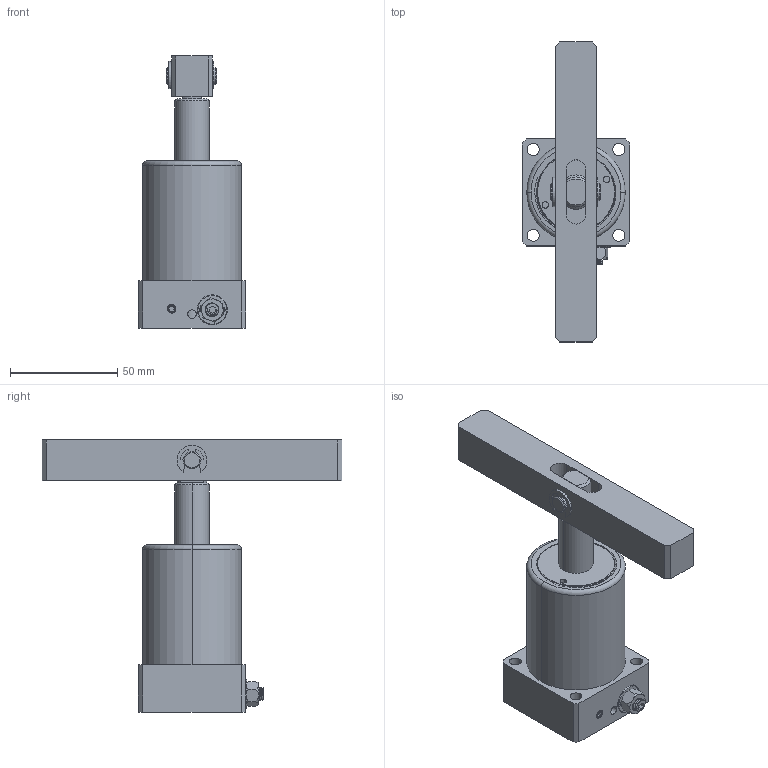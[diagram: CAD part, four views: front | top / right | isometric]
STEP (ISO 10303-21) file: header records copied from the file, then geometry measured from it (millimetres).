
FILE_DESCRIPTION (( 'STEP AP203' ), '1' );
FILE_NAME ('ASC-MF32D.STEP', '2019-05-10T07:00:10', ( 'User' ), ( 'china' ), 'SwSTEP 2.0', 'SolidWorks 2018', '' );
FILE_SCHEMA (( 'CONFIG_CONTROL_DESIGN' ));
Length unit declared in the file: millimetre
Products named in the file (11): m6; CHS-TXF-01; asc-32dyb_2; MF32Dヶ裔; m4; KKDC_5; CHS-MF25-TXF-02; XDIAO_5; ASC-MF32掛极; ASC-MF32D; MF32D活塞杆001
Assembly tree (11 placements, depth 2):
  ASC-MF32D
    CHS-MF25-TXF-02
    ASC-MF32掛极
    MF32D活塞杆001
    m6
    CHS-TXF-01
    asc-32dyb_2
    MF32Dヶ裔
    m4
    KKDC_5  x2
    XDIAO_5
Bounding box: 50 x 140 x 127 mm (x, y, z)
Volume: 176433 mm3; surface area: 56055.6 mm2
Topology: 11 solids, 11 shells, 440 faces, 1120 edges, 730 vertices
Faces by surface type: cylinder 237, plane 116, cone 48, bspline 37, torus 2
Entity records: 27394 total; most frequent: CARTESIAN_POINT 16775, ORIENTED_EDGE 2134, DIRECTION 1660, EDGE_CURVE 1067, VERTEX_POINT 698, AXIS2_PLACEMENT_3D 637, EDGE_LOOP 487, FACE_OUTER_BOUND 422
